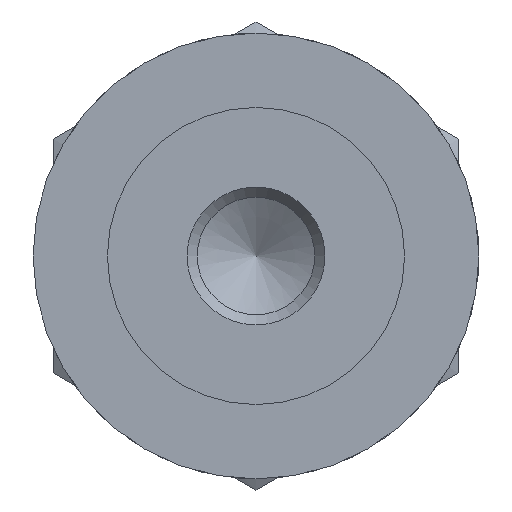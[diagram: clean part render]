
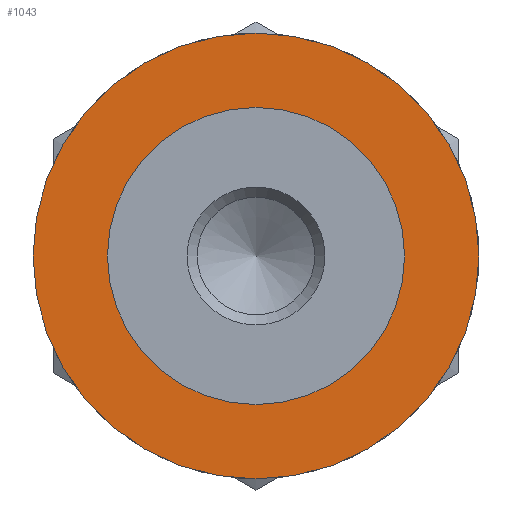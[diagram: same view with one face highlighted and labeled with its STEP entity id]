
A CAD part, front view. The second image highlights one B-rep face of the part: STEP entity #1043.
In plain terms, the highlighted planar face has unit normal (0, -1, 0).
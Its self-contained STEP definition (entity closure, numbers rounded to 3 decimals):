
#247=ORIENTED_EDGE('',*,*,#501,.T.);
#248=ORIENTED_EDGE('',*,*,#502,.F.);
#501=EDGE_CURVE('',#632,#632,#719,.T.);
#502=EDGE_CURVE('',#633,#633,#720,.T.);
#632=VERTEX_POINT('',#1701);
#633=VERTEX_POINT('',#1703);
#719=CIRCLE('',#1191,11.);
#720=CIRCLE('',#1192,16.5);
#788=EDGE_LOOP('',(#247));
#789=EDGE_LOOP('',(#248));
#900=FACE_BOUND('',#788,.T.);
#901=FACE_BOUND('',#789,.T.);
#1004=PLANE('',#1190);
#1043=ADVANCED_FACE('',(#900,#901),#1004,.T.);
#1190=AXIS2_PLACEMENT_3D('',#1699,#1386,#1387);
#1191=AXIS2_PLACEMENT_3D('',#1700,#1388,#1389);
#1192=AXIS2_PLACEMENT_3D('',#1702,#1390,#1391);
#1386=DIRECTION('',(0.,-1.,0.));
#1387=DIRECTION('',(0.,0.,-1.));
#1388=DIRECTION('',(0.,1.,0.));
#1389=DIRECTION('',(-1.,0.,0.));
#1390=DIRECTION('',(0.,1.,0.));
#1391=DIRECTION('',(-1.,0.,0.));
#1699=CARTESIAN_POINT('',(-13.75,2.5,0.));
#1700=CARTESIAN_POINT('',(0.,2.5,0.));
#1701=CARTESIAN_POINT('',(-11.,2.5,0.));
#1702=CARTESIAN_POINT('',(0.,2.5,0.));
#1703=CARTESIAN_POINT('',(-16.5,2.5,0.));
